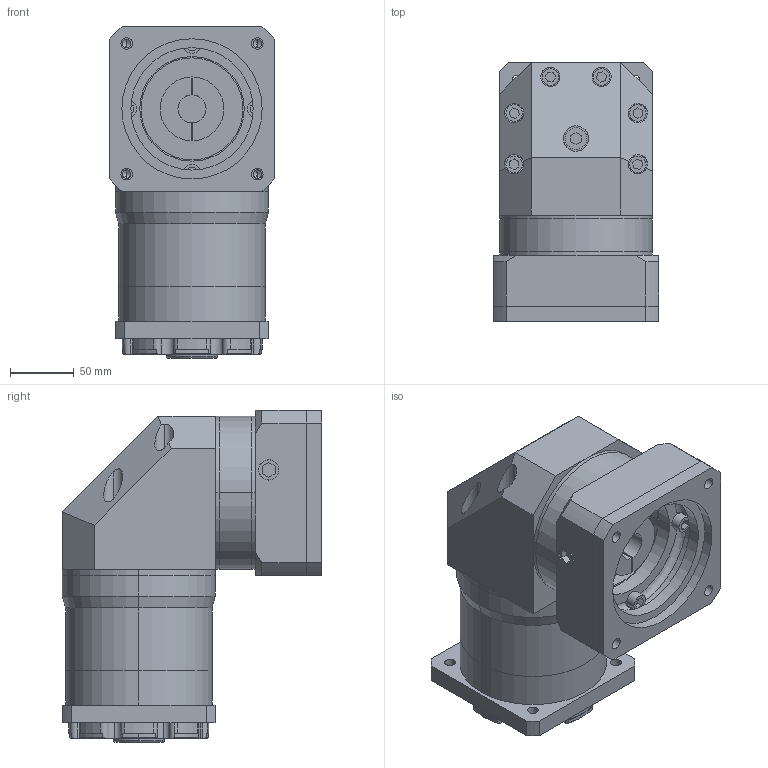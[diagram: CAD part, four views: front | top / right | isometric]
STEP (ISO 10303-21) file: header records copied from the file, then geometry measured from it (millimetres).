
FILE_DESCRIPTION (( 'STEP AP214' ), '1' );
FILE_NAME ('VGZK115双级模型（22-70 110-5 4-9-145）.STEP', '2019-01-11T03:26:04', ( 'Windows' ), ( 'Microsoft' ), 'SwSTEP 2.0', 'SolidWorks 2016', '' );
FILE_SCHEMA (( 'AUTOMOTIVE_DESIGN' ));
Length unit declared in the file: millimetre
Products named in the file (3): VGZK115双级模型（22-70 110-5 4-9-145）; VGZK115邧撰耀倰; VGE115后过渡板（-70 110-5 4-9-145）
Assembly tree (2 placements, depth 2):
  VGZK115双级模型（22-70 110-5 4-9-145）
    VGZK115邧撰耀倰
    VGE115后过渡板（-70 110-5 4-9-145）
Bounding box: 130 x 203.5 x 260.5 mm (x, y, z)
Volume: 3468950 mm3; surface area: 388826 mm2
Topology: 23 solids, 23 shells, 523 faces, 1267 edges, 833 vertices
Faces by surface type: plane 277, cylinder 217, torus 15, cone 14
Entity records: 16105 total; most frequent: CARTESIAN_POINT 2986, DIRECTION 2739, ORIENTED_EDGE 2518, EDGE_CURVE 1259, AXIS2_PLACEMENT_3D 1008, VERTEX_POINT 833, LINE 723, VECTOR 723
